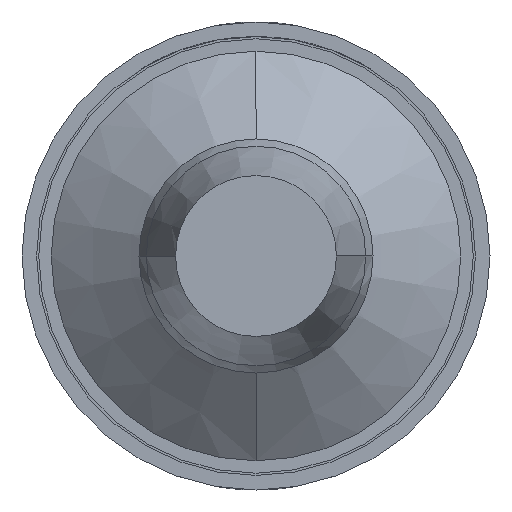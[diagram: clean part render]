
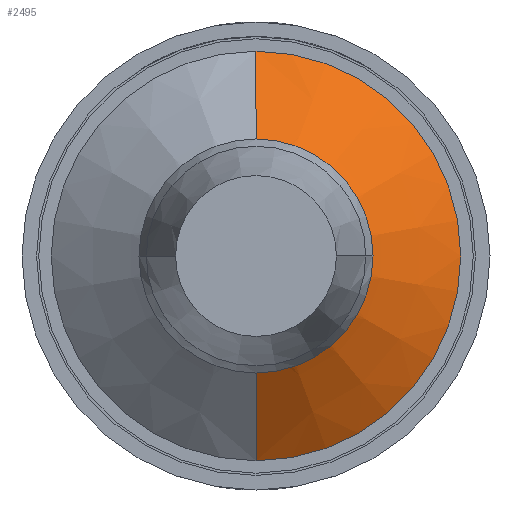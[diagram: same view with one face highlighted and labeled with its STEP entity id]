
A CAD part, front view. The second image highlights one B-rep face of the part: STEP entity #2495.
In plain terms, the highlighted conical face has half-angle 53.13 degrees and reference radius 0.6 mm.
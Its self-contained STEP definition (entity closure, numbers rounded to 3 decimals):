
#28 = DIRECTION ( 'NONE',  ( 0., 1., 0. ) ) ;
#50 = DIRECTION ( 'NONE',  ( 0., 0., -1. ) ) ;
#267 = CARTESIAN_POINT ( 'NONE',  ( 0., -11.2, 0. ) ) ;
#344 = VERTEX_POINT ( 'NONE', #4349 ) ;
#580 = ORIENTED_EDGE ( 'NONE', *, *, #2997, .T. ) ;
#624 = AXIS2_PLACEMENT_3D ( 'NONE', #2733, #1178, #5823 ) ;
#934 = VECTOR ( 'NONE', #2437, 1000. ) ;
#1178 = DIRECTION ( 'NONE',  ( 0., 1., 0. ) ) ;
#1630 = ORIENTED_EDGE ( 'NONE', *, *, #2965, .T. ) ;
#1839 = ORIENTED_EDGE ( 'NONE', *, *, #2324, .F. ) ;
#2094 = FACE_OUTER_BOUND ( 'NONE', #6543, .T. ) ;
#2324 = EDGE_CURVE ( 'NONE', #3691, #2826, #5341, .T. ) ;
#2333 = CIRCLE ( 'NONE', #624, 1.4 ) ;
#2342 = ORIENTED_EDGE ( 'NONE', *, *, #6077, .F. ) ;
#2437 = DIRECTION ( 'NONE',  ( 0., 0.6, -0.8 ) ) ;
#2495 = ADVANCED_FACE ( 'Defeature ausgef�hrt1_30', ( #2094 ), #3074, .T. ) ;
#2733 = CARTESIAN_POINT ( 'NONE',  ( 0., -10.6, 0. ) ) ;
#2826 = VERTEX_POINT ( 'NONE', #4320 ) ;
#2905 = VERTEX_POINT ( 'NONE', #5415 ) ;
#2965 = EDGE_CURVE ( 'NONE', #2905, #344, #4296, .T. ) ;
#2997 = EDGE_CURVE ( 'Defeature ausgef�hrt1_30+Defeature ausgef�hrt1_29+Defeature ausgef�hrt1_29+Defeature ausgef�hrt1_29', #3691, #2905, #5104, .T. ) ;
#3074 = CONICAL_SURFACE ( 'NONE', #5785, 0.6, 0.927 ) ;
#3634 = CARTESIAN_POINT ( 'NONE',  ( 0., -11.2, 0.6 ) ) ;
#3691 = VERTEX_POINT ( 'NONE', #4093 ) ;
#3996 = DIRECTION ( 'NONE',  ( 0., 0., -1. ) ) ;
#4093 = CARTESIAN_POINT ( 'NONE',  ( 0., -11.2, 0.6 ) ) ;
#4162 = DIRECTION ( 'NONE',  ( 0., 0.6, 0.8 ) ) ;
#4167 = CARTESIAN_POINT ( 'NONE',  ( 0., -11.2, 0. ) ) ;
#4296 = LINE ( 'NONE', #5528, #934 ) ;
#4320 = CARTESIAN_POINT ( 'NONE',  ( 0., -10.6, 1.4 ) ) ;
#4349 = CARTESIAN_POINT ( 'NONE',  ( 0., -10.6, -1.4 ) ) ;
#5102 = AXIS2_PLACEMENT_3D ( 'NONE', #267, #6054, #3996 ) ;
#5104 = CIRCLE ( 'NONE', #5102, 0.6 ) ;
#5341 = LINE ( 'NONE', #3634, #5416 ) ;
#5415 = CARTESIAN_POINT ( 'NONE',  ( 0., -11.2, -0.6 ) ) ;
#5416 = VECTOR ( 'NONE', #4162, 1000. ) ;
#5528 = CARTESIAN_POINT ( 'NONE',  ( 0., -11.2, -0.6 ) ) ;
#5785 = AXIS2_PLACEMENT_3D ( 'NONE', #4167, #28, #50 ) ;
#5823 = DIRECTION ( 'NONE',  ( 0., 0., -1. ) ) ;
#6054 = DIRECTION ( 'NONE',  ( 0., 1., 0. ) ) ;
#6077 = EDGE_CURVE ( 'Defeature ausgef�hrt1_31+Defeature ausgef�hrt1_30+Defeature ausgef�hrt1_30+Defeature ausgef�hrt1_30', #2826, #344, #2333, .T. ) ;
#6543 = EDGE_LOOP ( 'NONE', ( #1839, #580, #1630, #2342 ) ) ;
